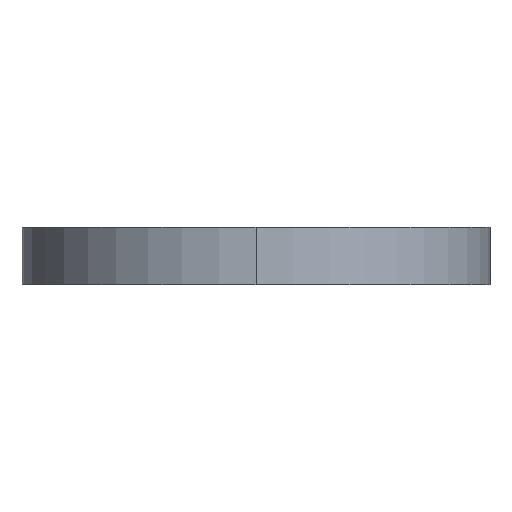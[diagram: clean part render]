
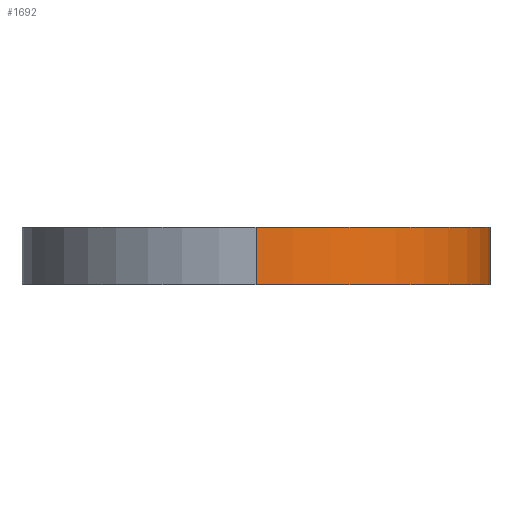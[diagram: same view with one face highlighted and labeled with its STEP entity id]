
A CAD part, left-side view. The second image highlights one B-rep face of the part: STEP entity #1692.
In plain terms, the highlighted cylindrical face has radius 32.5 mm (diameter 65 mm), a partial arc.
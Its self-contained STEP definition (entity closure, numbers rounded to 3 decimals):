
#267 = CARTESIAN_POINT ( 'NONE',  ( 26., 0., 0. ) ) ;
#291 = VERTEX_POINT ( 'NONE', #3133 ) ;
#313 = VERTEX_POINT ( 'NONE', #3387 ) ;
#318 = DIRECTION ( 'NONE',  ( 0., 0., -1. ) ) ;
#348 = DIRECTION ( 'NONE',  ( 1., 0., 0. ) ) ;
#364 = AXIS2_PLACEMENT_3D ( 'NONE', #1054, #753, #1030 ) ;
#372 = CARTESIAN_POINT ( 'NONE',  ( 26., 0., 8. ) ) ;
#420 = ORIENTED_EDGE ( 'NONE', *, *, #1829, .T. ) ;
#501 = EDGE_LOOP ( 'NONE', ( #3234, #2365, #420, #1305 ) ) ;
#531 = LINE ( 'NONE', #570, #3180 ) ;
#534 = CARTESIAN_POINT ( 'NONE',  ( -6.5, 0., 8. ) ) ;
#569 = DIRECTION ( 'NONE',  ( 0., 0., 1. ) ) ;
#570 = CARTESIAN_POINT ( 'NONE',  ( 27., -32.485, 8. ) ) ;
#753 = DIRECTION ( 'NONE',  ( 0., 0., -1. ) ) ;
#914 = CARTESIAN_POINT ( 'NONE',  ( -6.5, 0., 8. ) ) ;
#1030 = DIRECTION ( 'NONE',  ( -1., 0., 0. ) ) ;
#1054 = CARTESIAN_POINT ( 'NONE',  ( 26., 0., 8. ) ) ;
#1061 = EDGE_CURVE ( 'NONE', #291, #313, #531, .T. ) ;
#1206 = LINE ( 'NONE', #914, #2863 ) ;
#1291 = AXIS2_PLACEMENT_3D ( 'NONE', #372, #2182, #348 ) ;
#1305 = ORIENTED_EDGE ( 'NONE', *, *, #1061, .F. ) ;
#1422 = EDGE_CURVE ( 'NONE', #3183, #1955, #1206, .T. ) ;
#1613 = FACE_OUTER_BOUND ( 'NONE', #501, .T. ) ;
#1692 = ADVANCED_FACE ( 'NONE', ( #1613 ), #2233, .T. ) ;
#1829 = EDGE_CURVE ( 'NONE', #1955, #313, #2961, .T. ) ;
#1917 = CARTESIAN_POINT ( 'NONE',  ( -6.5, 0., 0. ) ) ;
#1955 = VERTEX_POINT ( 'NONE', #1917 ) ;
#2182 = DIRECTION ( 'NONE',  ( 0., 0., 1. ) ) ;
#2233 = CYLINDRICAL_SURFACE ( 'NONE', #364, 32.5 ) ;
#2365 = ORIENTED_EDGE ( 'NONE', *, *, #1422, .T. ) ;
#2420 = DIRECTION ( 'NONE',  ( 1., 0., 0. ) ) ;
#2506 = DIRECTION ( 'NONE',  ( 0., 0., -1. ) ) ;
#2863 = VECTOR ( 'NONE', #2506, 1000. ) ;
#2961 = CIRCLE ( 'NONE', #3201, 32.5 ) ;
#3133 = CARTESIAN_POINT ( 'NONE',  ( 27., -32.485, 8. ) ) ;
#3180 = VECTOR ( 'NONE', #318, 1000. ) ;
#3183 = VERTEX_POINT ( 'NONE', #534 ) ;
#3201 = AXIS2_PLACEMENT_3D ( 'NONE', #267, #569, #2420 ) ;
#3209 = EDGE_CURVE ( 'NONE', #3183, #291, #3442, .T. ) ;
#3234 = ORIENTED_EDGE ( 'NONE', *, *, #3209, .F. ) ;
#3387 = CARTESIAN_POINT ( 'NONE',  ( 27., -32.485, 0. ) ) ;
#3442 = CIRCLE ( 'NONE', #1291, 32.5 ) ;
